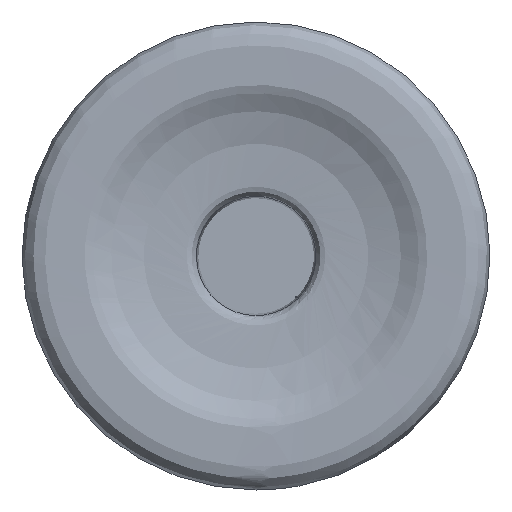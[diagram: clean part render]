
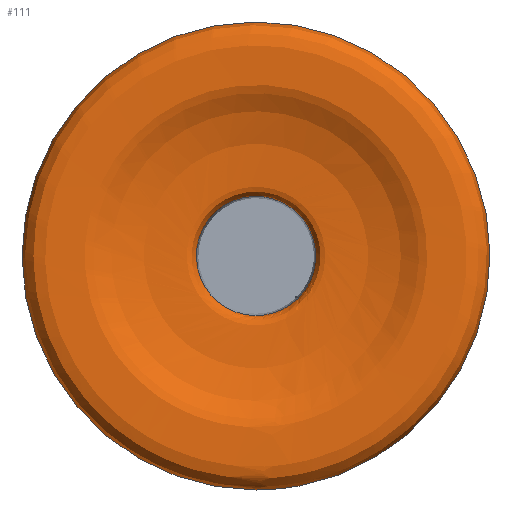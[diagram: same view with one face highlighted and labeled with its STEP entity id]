
A CAD part, left-side view. The second image highlights one B-rep face of the part: STEP entity #111.
In plain terms, the highlighted face is a revolution surface.
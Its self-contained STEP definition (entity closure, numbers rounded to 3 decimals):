
#32=SURFACE_OF_REVOLUTION('',#40,#36);
#36=AXIS1_PLACEMENT('',#659,#525);
#40=B_SPLINE_CURVE_WITH_KNOTS('',3,(#638,#639,#640,#641,#642,#643,#644,
#645,#646,#647,#648,#649,#650,#651,#652,#653,#654,#655,#656,#657,#658),
 .UNSPECIFIED.,.F.,.F.,(4,1,1,1,1,1,1,1,1,1,1,1,1,1,1,1,1,1,4),(0.,0.063,
0.094,0.125,0.188,0.25,0.313,0.375,0.438,0.5,0.563,0.625,0.688,0.75,
0.813,0.875,0.906,0.938,1.),.UNSPECIFIED.);
#111=ADVANCED_FACE('',(#166,#167),#32,.F.);
#166=FACE_BOUND('',#222,.T.);
#167=FACE_BOUND('',#223,.T.);
#222=EDGE_LOOP('',(#278));
#223=EDGE_LOOP('',(#279));
#278=ORIENTED_EDGE('',*,*,#338,.T.);
#279=ORIENTED_EDGE('',*,*,#339,.F.);
#310=VERTEX_POINT('',#635);
#311=VERTEX_POINT('',#637);
#338=EDGE_CURVE('',#310,#310,#366,.T.);
#339=EDGE_CURVE('',#311,#311,#367,.T.);
#366=CIRCLE('',#419,2.038);
#367=CIRCLE('',#420,8.);
#419=AXIS2_PLACEMENT_3D('',#634,#521,#522);
#420=AXIS2_PLACEMENT_3D('',#636,#523,#524);
#521=DIRECTION('',(1.,0.,0.));
#522=DIRECTION('',(0.,0.,-1.));
#523=DIRECTION('',(1.,0.,0.));
#524=DIRECTION('',(0.,0.,-1.));
#525=DIRECTION('',(1.,0.,0.));
#634=CARTESIAN_POINT('',(1.192,0.,0.));
#635=CARTESIAN_POINT('',(1.192,0.,-2.038));
#636=CARTESIAN_POINT('',(0.789,0.,0.));
#637=CARTESIAN_POINT('',(0.789,0.,-8.));
#638=CARTESIAN_POINT('',(0.789,-8.,-0.024));
#639=CARTESIAN_POINT('',(0.633,-7.998,0.001));
#640=CARTESIAN_POINT('',(0.403,-7.919,0.054));
#641=CARTESIAN_POINT('',(0.173,-7.709,0.137));
#642=CARTESIAN_POINT('',(0.018,-7.447,0.22));
#643=CARTESIAN_POINT('',(0.003,-7.053,0.311));
#644=CARTESIAN_POINT('',(0.012,-6.591,0.414));
#645=CARTESIAN_POINT('',(0.01,-6.129,0.518));
#646=CARTESIAN_POINT('',(0.04,-5.658,0.619));
#647=CARTESIAN_POINT('',(0.302,-5.255,0.669));
#648=CARTESIAN_POINT('',(0.478,-4.82,0.74));
#649=CARTESIAN_POINT('',(0.608,-4.364,0.822));
#650=CARTESIAN_POINT('',(0.698,-3.91,0.91));
#651=CARTESIAN_POINT('',(0.756,-3.477,0.999));
#652=CARTESIAN_POINT('',(0.789,-3.059,1.088));
#653=CARTESIAN_POINT('',(0.804,-2.648,1.178));
#654=CARTESIAN_POINT('',(0.81,-2.299,1.255));
#655=CARTESIAN_POINT('',(0.816,-2.007,1.32));
#656=CARTESIAN_POINT('',(0.819,-1.701,1.389));
#657=CARTESIAN_POINT('',(1.036,-1.511,1.398));
#658=CARTESIAN_POINT('',(1.192,-1.504,1.375));
#659=CARTESIAN_POINT('',(0.9,0.,0.));
